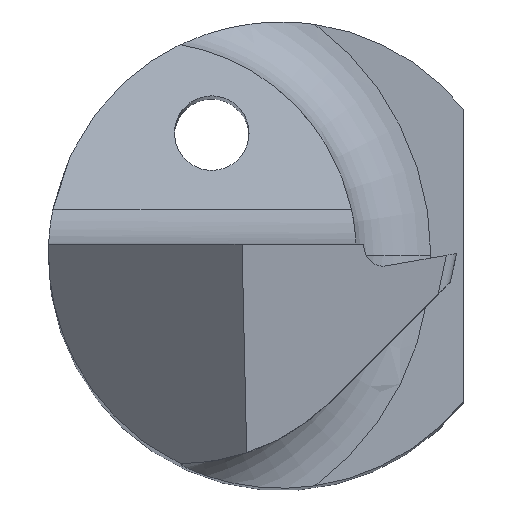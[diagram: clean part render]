
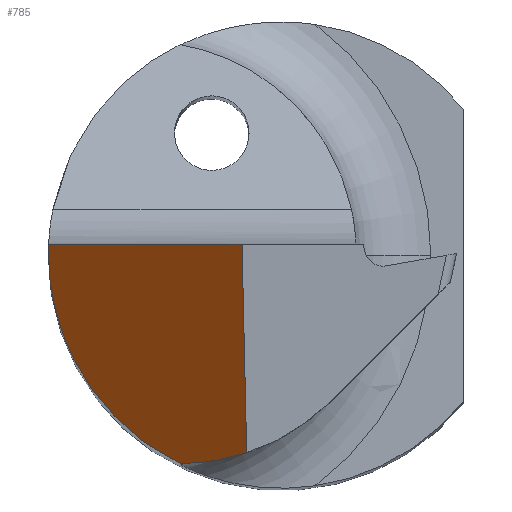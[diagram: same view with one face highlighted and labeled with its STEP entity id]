
A CAD part, top view. The second image highlights one B-rep face of the part: STEP entity #785.
In plain terms, the highlighted planar face has unit normal (-0.706, -0.052, 0.706).
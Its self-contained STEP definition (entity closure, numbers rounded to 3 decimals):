
#17 = CARTESIAN_POINT ( 'NONE',  ( -2.498, 0.1, 22.857 ) ) ;
#37 = CARTESIAN_POINT ( 'NONE',  ( -2.5, -0.985, 22.774 ) ) ;
#38 =( BOUNDED_CURVE ( )  B_SPLINE_CURVE ( 3, ( #855, #223, #496, #794 ),
 .UNSPECIFIED., .F., .T. ) 
 B_SPLINE_CURVE_WITH_KNOTS ( ( 4, 4 ),
 ( 1.329, 1.647 ),
 .UNSPECIFIED. ) 
 CURVE ( )  GEOMETRIC_REPRESENTATION_ITEM ( )  RATIONAL_B_SPLINE_CURVE ( ( 1., 0.992, 0.992, 1. ) ) 
 REPRESENTATION_ITEM ( '' )  );
#52 = CARTESIAN_POINT ( 'NONE',  ( -2.499, 0.067, 22.853 ) ) ;
#62 = LINE ( 'NONE', #148, #847 ) ;
#74 = PLANE ( 'NONE',  #312 ) ;
#119 = ORIENTED_EDGE ( 'NONE', *, *, #135, .T. ) ;
#121 = CARTESIAN_POINT ( 'NONE',  ( -2.5, 0., 22.848 ) ) ;
#133 = ORIENTED_EDGE ( 'NONE', *, *, #407, .F. ) ;
#135 = EDGE_CURVE ( 'NONE', #831, #609, #333, .T. ) ;
#148 = CARTESIAN_POINT ( 'NONE',  ( -1.425, 0.1, 23.93 ) ) ;
#154 = CARTESIAN_POINT ( 'NONE',  ( -1.09, -2.25, 24.091 ) ) ;
#190 = CARTESIAN_POINT ( 'NONE',  ( -2.498, 0.1, 22.857 ) ) ;
#215 = CARTESIAN_POINT ( 'NONE',  ( -0.425, 0.1, 24.93 ) ) ;
#223 = CARTESIAN_POINT ( 'NONE',  ( -0.606, -2.212, 24.577 ) ) ;
#275 = CARTESIAN_POINT ( 'NONE',  ( -2.5, 0., 22.848 ) ) ;
#278 = CARTESIAN_POINT ( 'NONE',  ( -1.425, 0.1, 23.93 ) ) ;
#296 = DIRECTION ( 'NONE',  ( 0.707, 0., 0.707 ) ) ;
#308 = ORIENTED_EDGE ( 'NONE', *, *, #479, .F. ) ;
#312 = AXIS2_PLACEMENT_3D ( 'NONE', #278, #789, #431 ) ;
#333 = LINE ( 'NONE', #619, #648 ) ;
#363 =( BOUNDED_CURVE ( )  B_SPLINE_CURVE ( 3, ( #121, #691, #52, #190 ),
 .UNSPECIFIED., .F., .T. ) 
 B_SPLINE_CURVE_WITH_KNOTS ( ( 4, 4 ),
 ( 0.074, 0.114 ),
 .UNSPECIFIED. ) 
 CURVE ( )  GEOMETRIC_REPRESENTATION_ITEM ( )  RATIONAL_B_SPLINE_CURVE ( ( 1., 1., 1., 1. ) ) 
 REPRESENTATION_ITEM ( '' )  );
#407 = EDGE_CURVE ( 'NONE', #792, #415, #710, .T. ) ;
#415 = VERTEX_POINT ( 'NONE', #909 ) ;
#431 = DIRECTION ( 'NONE',  ( 0.707, 0., 0.707 ) ) ;
#445 = CARTESIAN_POINT ( 'NONE',  ( -1.977, -1.82, 23.236 ) ) ;
#451 = FACE_OUTER_BOUND ( 'NONE', #762, .T. ) ;
#479 = EDGE_CURVE ( 'NONE', #845, #609, #62, .T. ) ;
#496 = CARTESIAN_POINT ( 'NONE',  ( -0.846, -2.251, 24.334 ) ) ;
#548 = DIRECTION ( 'NONE',  ( -0.022, 0.998, 0.052 ) ) ;
#609 = VERTEX_POINT ( 'NONE', #215 ) ;
#619 = CARTESIAN_POINT ( 'NONE',  ( -0.423, 0.009, 24.925 ) ) ;
#643 = CARTESIAN_POINT ( 'NONE',  ( -0.375, -2.137, 24.814 ) ) ;
#648 = VECTOR ( 'NONE', #548, 1000. ) ;
#688 = EDGE_CURVE ( 'NONE', #415, #845, #363, .T. ) ;
#691 = CARTESIAN_POINT ( 'NONE',  ( -2.5, 0.033, 22.85 ) ) ;
#710 =( BOUNDED_CURVE ( )  B_SPLINE_CURVE ( 3, ( #154, #445, #37, #275 ),
 .UNSPECIFIED., .F., .F. ) 
 B_SPLINE_CURVE_WITH_KNOTS ( ( 4, 4 ),
 ( 5.237, 6.357 ),
 .UNSPECIFIED. ) 
 CURVE ( )  GEOMETRIC_REPRESENTATION_ITEM ( )  RATIONAL_B_SPLINE_CURVE ( ( 1., 0.898, 0.898, 1. ) ) 
 REPRESENTATION_ITEM ( '' )  );
#762 = EDGE_LOOP ( 'NONE', ( #133, #797, #119, #308, #764 ) ) ;
#764 = ORIENTED_EDGE ( 'NONE', *, *, #688, .F. ) ;
#785 = ADVANCED_FACE ( 'NONE', ( #451 ), #74, .T. ) ;
#786 = CARTESIAN_POINT ( 'NONE',  ( -1.09, -2.25, 24.091 ) ) ;
#789 = DIRECTION ( 'NONE',  ( -0.706, -0.052, 0.706 ) ) ;
#792 = VERTEX_POINT ( 'NONE', #786 ) ;
#794 = CARTESIAN_POINT ( 'NONE',  ( -1.09, -2.25, 24.091 ) ) ;
#797 = ORIENTED_EDGE ( 'NONE', *, *, #856, .F. ) ;
#831 = VERTEX_POINT ( 'NONE', #643 ) ;
#845 = VERTEX_POINT ( 'NONE', #17 ) ;
#847 = VECTOR ( 'NONE', #296, 1000. ) ;
#855 = CARTESIAN_POINT ( 'NONE',  ( -0.375, -2.137, 24.814 ) ) ;
#856 = EDGE_CURVE ( 'NONE', #831, #792, #38, .T. ) ;
#909 = CARTESIAN_POINT ( 'NONE',  ( -2.5, 0., 22.848 ) ) ;
